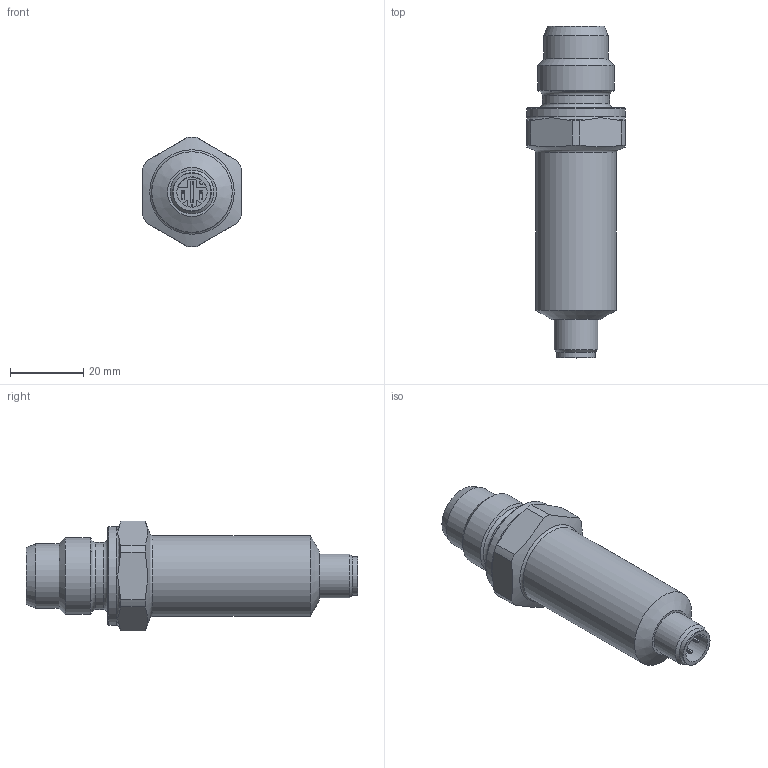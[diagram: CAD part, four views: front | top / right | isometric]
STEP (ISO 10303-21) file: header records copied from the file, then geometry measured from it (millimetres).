
FILE_DESCRIPTION( ( 'Druckaufnehmer G1" cone als STP an ' ), '1' );
FILE_NAME( 'PBMx_xxxxxxxx1442xxx.stp', '8.4.2011', ( 'Daniel Bosshard' ), ( 'Baumer electric AG, Process Instrumentation, CH8501 Frauenfeld' ), 'PSStep 14.0', 'Solid Edge ST3', ' ' );
FILE_SCHEMA( ( 'AUTOMOTIVE_DESIGN { 1 0 10303 214 1 1 1 1 }' ) );
Length unit declared in the file: millimetre
Products named in the file (1): 142551
Bounding box: 27 x 90.6 x 30 mm (x, y, z)
Volume: 30858.7 mm3; surface area: 8161.9 mm2
Topology: 1 solids, 4 shells, 171 faces, 442 edges, 287 vertices
Faces by surface type: plane 92, cylinder 48, cone 22, torus 9
Full cylindrical faces by diameter (mm): 0.4 x1, 0.8 x1, 8.3 x1, 9.4 x1, 9.45 x1, 9.5 x1, 10.5 x1, 12 x1, 17.5 x1, 18.3 x1, 20.955 x1, 21 x1, 22 x1, 25.2 x1, 26.9 x1
Entity records: 6439 total; most frequent: CARTESIAN_POINT 1049, DIRECTION 839, ORIENTED_EDGE 788, EDGE_CURVE 394, AXIS2_PLACEMENT_3D 306, VERTEX_POINT 274, LINE 227, VECTOR 227
